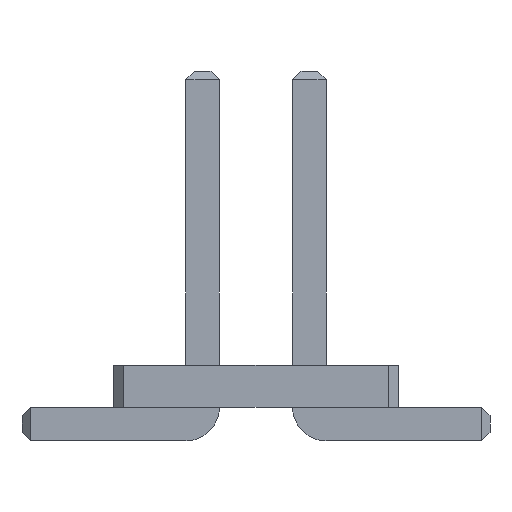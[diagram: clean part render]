
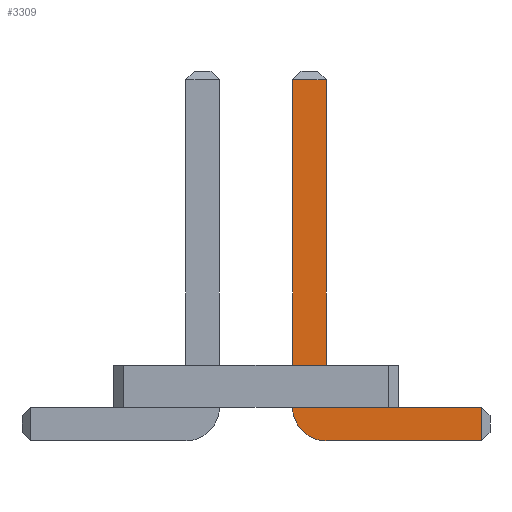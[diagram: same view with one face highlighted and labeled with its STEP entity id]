
A CAD part, front view. The second image highlights one B-rep face of the part: STEP entity #3309.
In plain terms, the highlighted planar face has unit normal (0, -1, 0).
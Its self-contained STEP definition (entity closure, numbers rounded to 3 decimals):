
#13=DIRECTION('',(0.,0.,1.));
#67=DIRECTION('',(1.,0.,0.));
#1466=VECTOR('',#67,1.);
#1477=DIRECTION('',(0.,1.,0.));
#1519=DIRECTION('',(-1.,0.,0.));
#2915=VECTOR('',#1519,1.);
#3120=DIRECTION('',(-0.,1.,0.));
#3121=DIRECTION('',(0.,0.,-1.));
#3128=VECTOR('',#3129,1.);
#3129=DIRECTION('',(0.,0.,1.));
#3140=VECTOR('',#3121,1.);
#3158=VERTEX_POINT('',#3159);
#3159=CARTESIAN_POINT('',(2.685,-15.44,0.));
#3162=ORIENTED_EDGE('',*,*,#3163,.T.);
#3163=EDGE_CURVE('',#3158,#3164,#3166,.T.);
#3164=VERTEX_POINT('',#3165);
#3165=CARTESIAN_POINT('',(0.835,-15.44,0.));
#3166=LINE('',#3167,#2915);
#3167=CARTESIAN_POINT('',(2.785,-15.44,0.));
#3204=VERTEX_POINT('',#3205);
#3205=CARTESIAN_POINT('',(0.435,-15.44,0.4));
#3208=EDGE_CURVE('',#3164,#3204,#3209,.T.);
#3209=CIRCLE('',#3210,0.4);
#3210=AXIS2_PLACEMENT_3D('',#3211,#3120,#3121);
#3211=CARTESIAN_POINT('',(0.835,-15.44,0.4));
#3220=VERTEX_POINT('',#3211);
#3222=ORIENTED_EDGE('',*,*,#3223,.T.);
#3223=EDGE_CURVE('',#3220,#3224,#3226,.T.);
#3224=VERTEX_POINT('',#3225);
#3225=CARTESIAN_POINT('',(2.685,-15.44,0.4));
#3226=LINE('',#3211,#1466);
#3236=ORIENTED_EDGE('',*,*,#3237,.T.);
#3237=EDGE_CURVE('',#3204,#3238,#3240,.T.);
#3238=VERTEX_POINT('',#3239);
#3239=CARTESIAN_POINT('',(0.435,-15.44,4.3));
#3240=LINE('',#3241,#3128);
#3241=CARTESIAN_POINT('',(0.435,-15.44,0.));
#3254=VERTEX_POINT('',#3255);
#3255=CARTESIAN_POINT('',(0.835,-15.44,4.3));
#3257=ORIENTED_EDGE('',*,*,#3258,.T.);
#3258=EDGE_CURVE('',#3254,#3220,#3259,.T.);
#3259=LINE('',#3260,#3140);
#3260=CARTESIAN_POINT('',(0.835,-15.44,4.4));
#3309=ADVANCED_FACE('',(#3310),#3319,.F.);
#3310=FACE_BOUND('',#3311,.F.);
#3311=EDGE_LOOP('',(#3162,#3312,#3236,#3313,#3257,#3222,#3316));
#3312=ORIENTED_EDGE('',*,*,#3208,.T.);
#3313=ORIENTED_EDGE('',*,*,#3314,.T.);
#3314=EDGE_CURVE('',#3238,#3254,#3315,.T.);
#3315=LINE('',#3239,#1466);
#3316=ORIENTED_EDGE('',*,*,#3317,.T.);
#3317=EDGE_CURVE('',#3224,#3158,#3318,.T.);
#3318=LINE('',#3225,#3140);
#3319=PLANE('',#3320);
#3320=AXIS2_PLACEMENT_3D('',#3321,#1477,#13);
#3321=CARTESIAN_POINT('',(1.032,-15.44,1.622));
